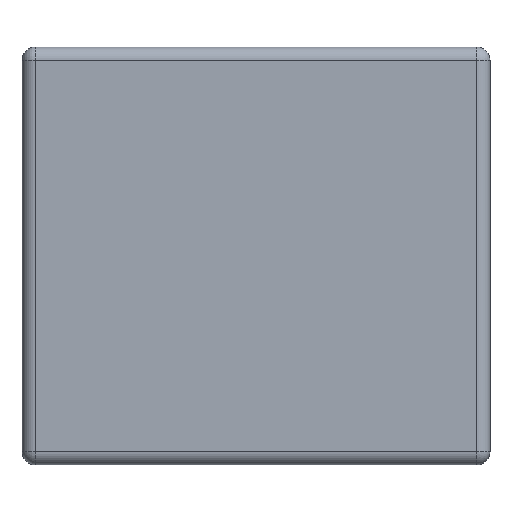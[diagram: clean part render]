
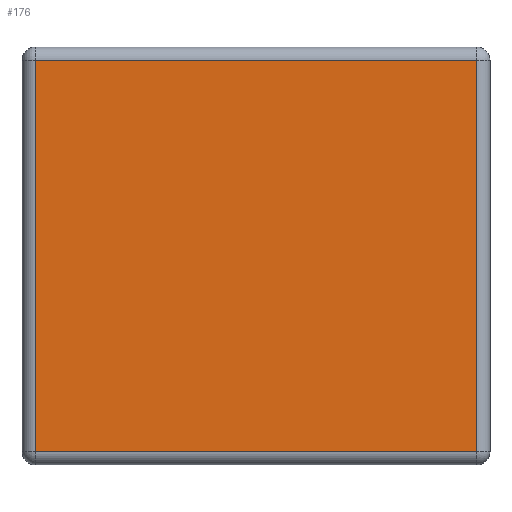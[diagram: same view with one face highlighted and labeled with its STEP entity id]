
A CAD part, left-side view. The second image highlights one B-rep face of the part: STEP entity #176.
In plain terms, the highlighted planar face has unit normal (-1, 0, 0).
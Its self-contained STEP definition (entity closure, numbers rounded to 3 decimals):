
#42 = VECTOR ( 'NONE', #363, 1000. ) ;
#49 = DIRECTION ( 'NONE',  ( 0., 0., 1. ) ) ;
#52 = LINE ( 'NONE', #802, #771 ) ;
#126 = EDGE_CURVE ( 'NONE', #513, #984, #405, .T. ) ;
#142 = DIRECTION ( 'NONE',  ( 1., 0., 0. ) ) ;
#152 = PLANE ( 'NONE',  #538 ) ;
#176 = ADVANCED_FACE ( 'NONE', ( #1166 ), #152, .F. ) ;
#181 = CARTESIAN_POINT ( 'NONE',  ( -1.6, 0.08, 1.17 ) ) ;
#199 = DIRECTION ( 'NONE',  ( 0., -1., 0. ) ) ;
#206 = EDGE_CURVE ( 'NONE', #984, #891, #365, .T. ) ;
#270 = ORIENTED_EDGE ( 'NONE', *, *, #126, .T. ) ;
#285 = DIRECTION ( 'NONE',  ( 0., 0., -1. ) ) ;
#313 = CARTESIAN_POINT ( 'NONE',  ( -1.6, 2.72, 1.17 ) ) ;
#325 = EDGE_CURVE ( 'NONE', #891, #933, #1244, .T. ) ;
#363 = DIRECTION ( 'NONE',  ( 0., 1., 0. ) ) ;
#365 = LINE ( 'NONE', #1153, #42 ) ;
#405 = LINE ( 'NONE', #1237, #425 ) ;
#413 = ORIENTED_EDGE ( 'NONE', *, *, #325, .T. ) ;
#425 = VECTOR ( 'NONE', #49, 1000. ) ;
#435 = EDGE_CURVE ( 'NONE', #933, #513, #52, .T. ) ;
#455 = CARTESIAN_POINT ( 'NONE',  ( -1.6, 2.8, -1.25 ) ) ;
#513 = VERTEX_POINT ( 'NONE', #899 ) ;
#538 = AXIS2_PLACEMENT_3D ( 'NONE', #455, #142, #1149 ) ;
#545 = ORIENTED_EDGE ( 'NONE', *, *, #206, .T. ) ;
#771 = VECTOR ( 'NONE', #199, 1000. ) ;
#802 = CARTESIAN_POINT ( 'NONE',  ( -1.6, 2.8, -1.17 ) ) ;
#860 = EDGE_LOOP ( 'NONE', ( #413, #1080, #270, #545 ) ) ;
#887 = VECTOR ( 'NONE', #285, 1000. ) ;
#891 = VERTEX_POINT ( 'NONE', #313 ) ;
#899 = CARTESIAN_POINT ( 'NONE',  ( -1.6, 0.08, -1.17 ) ) ;
#933 = VERTEX_POINT ( 'NONE', #1177 ) ;
#984 = VERTEX_POINT ( 'NONE', #181 ) ;
#1080 = ORIENTED_EDGE ( 'NONE', *, *, #435, .T. ) ;
#1149 = DIRECTION ( 'NONE',  ( 0., 0., -1. ) ) ;
#1153 = CARTESIAN_POINT ( 'NONE',  ( -1.6, 2.8, 1.17 ) ) ;
#1166 = FACE_OUTER_BOUND ( 'NONE', #860, .T. ) ;
#1177 = CARTESIAN_POINT ( 'NONE',  ( -1.6, 2.72, -1.17 ) ) ;
#1184 = CARTESIAN_POINT ( 'NONE',  ( -1.6, 2.72, -1.25 ) ) ;
#1237 = CARTESIAN_POINT ( 'NONE',  ( -1.6, 0.08, -1.25 ) ) ;
#1244 = LINE ( 'NONE', #1184, #887 ) ;
